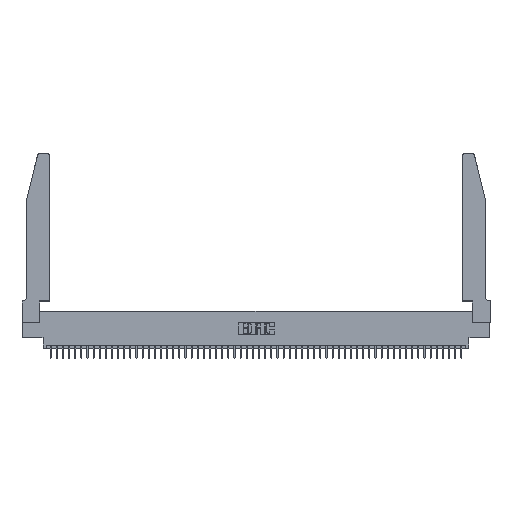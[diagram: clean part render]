
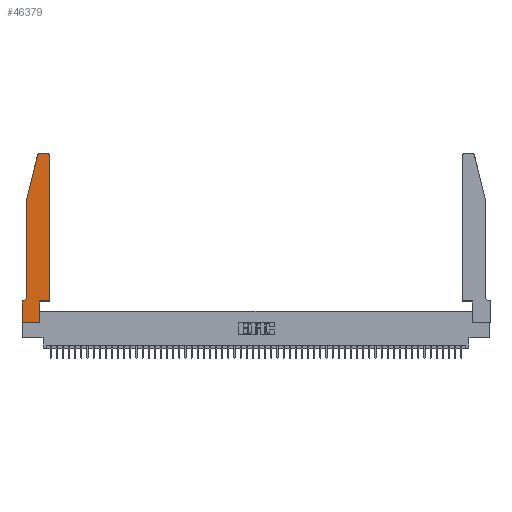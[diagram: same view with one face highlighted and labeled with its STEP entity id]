
A CAD part, top view. The second image highlights one B-rep face of the part: STEP entity #46379.
In plain terms, the highlighted planar face has unit normal (0, 0, 1).
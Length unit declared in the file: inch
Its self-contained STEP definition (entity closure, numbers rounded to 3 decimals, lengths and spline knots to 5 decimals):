
#81 = VECTOR ( 'NONE', #14829, 39.37008 ) ;
#574 = CARTESIAN_POINT ( 'NONE',  ( 0.25487, 2.72718, 0.37 ) ) ;
#1217 = CARTESIAN_POINT ( 'NONE',  ( 0.0755, 2., 0.37 ) ) ;
#1946 = VERTEX_POINT ( 'NONE', #10553 ) ;
#2315 = ORIENTED_EDGE ( 'NONE', *, *, #36683, .T. ) ;
#2452 = DIRECTION ( 'NONE',  ( -0.239, -0.971, 0. ) ) ;
#2547 = EDGE_CURVE ( 'NONE', #30437, #11503, #36180, .T. ) ;
#3653 = CARTESIAN_POINT ( 'NONE',  ( 0., 0.35, 0.37 ) ) ;
#4863 = CARTESIAN_POINT ( 'NONE',  ( 0.2865, 0.35, 0.37 ) ) ;
#5391 = LINE ( 'NONE', #31523, #81 ) ;
#5521 = ORIENTED_EDGE ( 'NONE', *, *, #15716, .T. ) ;
#5629 = ORIENTED_EDGE ( 'NONE', *, *, #12701, .T. ) ;
#6872 = CARTESIAN_POINT ( 'NONE',  ( 0.0755, 2., 0.37 ) ) ;
#7160 = LINE ( 'NONE', #53657, #31026 ) ;
#7570 = VECTOR ( 'NONE', #2452, 39.37008 ) ;
#7855 = ORIENTED_EDGE ( 'NONE', *, *, #8719, .T. ) ;
#7936 = ORIENTED_EDGE ( 'NONE', *, *, #12316, .T. ) ;
#8719 = EDGE_CURVE ( 'NONE', #43184, #12073, #28089, .T. ) ;
#8898 = CARTESIAN_POINT ( 'NONE',  ( 0.4505, 0.35, 0.37 ) ) ;
#9020 = AXIS2_PLACEMENT_3D ( 'NONE', #50807, #46574, #46409 ) ;
#9877 = CARTESIAN_POINT ( 'NONE',  ( 0.0755, 0.42, 0.37 ) ) ;
#10206 = VERTEX_POINT ( 'NONE', #9877 ) ;
#10553 = CARTESIAN_POINT ( 'NONE',  ( 0., 0., 0.37 ) ) ;
#10903 = AXIS2_PLACEMENT_3D ( 'NONE', #31884, #44853, #52964 ) ;
#11336 = CARTESIAN_POINT ( 'NONE',  ( 0.4505, 0.35, 0.37 ) ) ;
#11503 = VERTEX_POINT ( 'NONE', #4863 ) ;
#12073 = VERTEX_POINT ( 'NONE', #43732 ) ;
#12273 = DIRECTION ( 'NONE',  ( 0., 1., 0. ) ) ;
#12316 = EDGE_CURVE ( 'NONE', #1946, #30437, #7160, .T. ) ;
#12701 = EDGE_CURVE ( 'NONE', #12073, #10206, #13812, .T. ) ;
#13812 = LINE ( 'NONE', #1217, #23752 ) ;
#14262 = CARTESIAN_POINT ( 'NONE',  ( 0.4205, 2.75, 0.37 ) ) ;
#14721 = DIRECTION ( 'NONE',  ( -1., 0., 0. ) ) ;
#14829 = DIRECTION ( 'NONE',  ( -1., 0., 0. ) ) ;
#15215 = DIRECTION ( 'NONE',  ( 1., 0., 0. ) ) ;
#15515 = ORIENTED_EDGE ( 'NONE', *, *, #47506, .T. ) ;
#15716 = EDGE_CURVE ( 'NONE', #50398, #1946, #46604, .T. ) ;
#16238 = DIRECTION ( 'NONE',  ( 1., 0., 0. ) ) ;
#18261 = VECTOR ( 'NONE', #12273, 39.37008 ) ;
#18448 = ORIENTED_EDGE ( 'NONE', *, *, #2547, .T. ) ;
#19510 = AXIS2_PLACEMENT_3D ( 'NONE', #28847, #29561, #54196 ) ;
#20595 = CARTESIAN_POINT ( 'NONE',  ( 0., 0., 0.37 ) ) ;
#21389 = VECTOR ( 'NONE', #37473, 39.37008 ) ;
#22450 = ORIENTED_EDGE ( 'NONE', *, *, #36271, .T. ) ;
#23559 = ORIENTED_EDGE ( 'NONE', *, *, #29601, .T. ) ;
#23752 = VECTOR ( 'NONE', #48270, 39.37008 ) ;
#24773 = PLANE ( 'NONE',  #50923 ) ;
#25811 = VECTOR ( 'NONE', #14721, 39.37008 ) ;
#25917 = CARTESIAN_POINT ( 'NONE',  ( 0.284, 2.75, 0.37 ) ) ;
#27366 = CARTESIAN_POINT ( 'NONE',  ( 0.4505, 0.35, 0.37 ) ) ;
#27438 = ORIENTED_EDGE ( 'NONE', *, *, #37895, .T. ) ;
#27809 = EDGE_CURVE ( 'NONE', #10206, #38057, #38734, .T. ) ;
#28089 = LINE ( 'NONE', #6872, #7570 ) ;
#28785 = CARTESIAN_POINT ( 'NONE',  ( 0.2865, 0.35, 0.37 ) ) ;
#28847 = CARTESIAN_POINT ( 'NONE',  ( 0.284, 2.72, 0.37 ) ) ;
#29501 = CARTESIAN_POINT ( 'NONE',  ( 0., 0.35, 0.37 ) ) ;
#29561 = DIRECTION ( 'NONE',  ( 0., 0., 1. ) ) ;
#29601 = EDGE_CURVE ( 'NONE', #45477, #48973, #29897, .T. ) ;
#29897 = LINE ( 'NONE', #8898, #40575 ) ;
#30417 = VECTOR ( 'NONE', #15215, 39.37008 ) ;
#30437 = VERTEX_POINT ( 'NONE', #36635 ) ;
#31026 = VECTOR ( 'NONE', #49431, 39.37008 ) ;
#31449 = EDGE_LOOP ( 'NONE', ( #2315, #52667, #7855, #5629, #50281, #27438, #5521, #7936, #18448, #15515, #23559, #22450 ) ) ;
#31523 = CARTESIAN_POINT ( 'NONE',  ( 0.2605, 2.75, 0.37 ) ) ;
#31884 = CARTESIAN_POINT ( 'NONE',  ( 0.0055, 0.42, 0.37 ) ) ;
#33557 = VERTEX_POINT ( 'NONE', #14262 ) ;
#33784 = LINE ( 'NONE', #52664, #25811 ) ;
#34502 = FACE_OUTER_BOUND ( 'NONE', #31449, .T. ) ;
#35576 = CIRCLE ( 'NONE', #19510, 0.03 ) ;
#36180 = LINE ( 'NONE', #28785, #18261 ) ;
#36271 = EDGE_CURVE ( 'NONE', #48973, #33557, #41935, .T. ) ;
#36635 = CARTESIAN_POINT ( 'NONE',  ( 0.2865, 0., 0.37 ) ) ;
#36683 = EDGE_CURVE ( 'NONE', #33557, #38964, #5391, .T. ) ;
#37473 = DIRECTION ( 'NONE',  ( 0., -1., 0. ) ) ;
#37895 = EDGE_CURVE ( 'NONE', #38057, #50398, #33784, .T. ) ;
#38057 = VERTEX_POINT ( 'NONE', #49360 ) ;
#38734 = CIRCLE ( 'NONE', #10903, 0.07 ) ;
#38964 = VERTEX_POINT ( 'NONE', #25917 ) ;
#39881 = DIRECTION ( 'NONE',  ( 0., 1., 0. ) ) ;
#40575 = VECTOR ( 'NONE', #39881, 39.37008 ) ;
#41331 = CARTESIAN_POINT ( 'NONE',  ( 0.4505, 2.72, 0.37 ) ) ;
#41862 = EDGE_CURVE ( 'NONE', #38964, #43184, #35576, .T. ) ;
#41935 = CIRCLE ( 'NONE', #9020, 0.03 ) ;
#43184 = VERTEX_POINT ( 'NONE', #574 ) ;
#43732 = CARTESIAN_POINT ( 'NONE',  ( 0.0755, 2., 0.37 ) ) ;
#44853 = DIRECTION ( 'NONE',  ( 0., 0., -1. ) ) ;
#45477 = VERTEX_POINT ( 'NONE', #27366 ) ;
#46248 = DIRECTION ( 'NONE',  ( 0., 0., 1. ) ) ;
#46379 = ADVANCED_FACE ( 'NONE', ( #34502 ), #24773, .T. ) ;
#46409 = DIRECTION ( 'NONE',  ( 1., 0., 0. ) ) ;
#46574 = DIRECTION ( 'NONE',  ( 0., 0., 1. ) ) ;
#46604 = LINE ( 'NONE', #20595, #21389 ) ;
#47506 = EDGE_CURVE ( 'NONE', #11503, #45477, #52927, .T. ) ;
#48270 = DIRECTION ( 'NONE',  ( 0., -1., 0. ) ) ;
#48973 = VERTEX_POINT ( 'NONE', #41331 ) ;
#49360 = CARTESIAN_POINT ( 'NONE',  ( 0.0055, 0.35, 0.37 ) ) ;
#49431 = DIRECTION ( 'NONE',  ( 1., 0., 0. ) ) ;
#50281 = ORIENTED_EDGE ( 'NONE', *, *, #27809, .T. ) ;
#50398 = VERTEX_POINT ( 'NONE', #29501 ) ;
#50807 = CARTESIAN_POINT ( 'NONE',  ( 0.4205, 2.72, 0.37 ) ) ;
#50923 = AXIS2_PLACEMENT_3D ( 'NONE', #3653, #46248, #16238 ) ;
#52664 = CARTESIAN_POINT ( 'NONE',  ( 0.0755, 0.35, 0.37 ) ) ;
#52667 = ORIENTED_EDGE ( 'NONE', *, *, #41862, .T. ) ;
#52927 = LINE ( 'NONE', #11336, #30417 ) ;
#52964 = DIRECTION ( 'NONE',  ( -1., 0., 0. ) ) ;
#53657 = CARTESIAN_POINT ( 'NONE',  ( 0., 0., 0.37 ) ) ;
#54196 = DIRECTION ( 'NONE',  ( 1., 0., 0. ) ) ;
